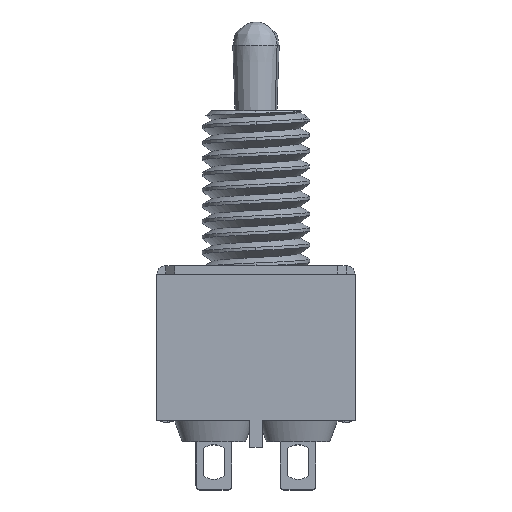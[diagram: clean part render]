
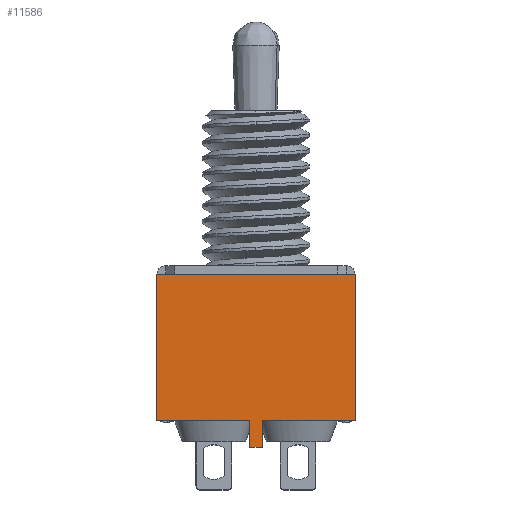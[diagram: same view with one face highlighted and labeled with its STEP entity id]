
A CAD part, top view. The second image highlights one B-rep face of the part: STEP entity #11586.
In plain terms, the highlighted planar face has unit normal (0, 0, 1).
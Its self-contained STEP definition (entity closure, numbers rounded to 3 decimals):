
#686 = FACE_OUTER_BOUND ( 'NONE', #14992, .T. ) ;
#1186 = VERTEX_POINT ( 'NONE', #2227 ) ;
#1583 = EDGE_CURVE ( 'NONE', #24072, #9859, #6724, .T. ) ;
#2227 = CARTESIAN_POINT ( 'NONE',  ( 4.39, -0.1, 9.8 ) ) ;
#3058 = CARTESIAN_POINT ( 'NONE',  ( -4.357, -0.1, 9.8 ) ) ;
#3240 = EDGE_CURVE ( 'NONE', #22327, #21423, #11127, .T. ) ;
#3686 = EDGE_CURVE ( 'NONE', #9859, #4604, #11384, .T. ) ;
#3734 = VECTOR ( 'NONE', #12758, 1000. ) ;
#3958 = ORIENTED_EDGE ( 'NONE', *, *, #1583, .F. ) ;
#4108 = CARTESIAN_POINT ( 'NONE',  ( -7.04, 8.29, 9.8 ) ) ;
#4604 = VERTEX_POINT ( 'NONE', #13391 ) ;
#4889 = VECTOR ( 'NONE', #19953, 1000. ) ;
#4931 = EDGE_CURVE ( 'NONE', #4604, #13114, #13578, .T. ) ;
#5399 = CARTESIAN_POINT ( 'NONE',  ( -0.975, -0.1, 9.8 ) ) ;
#5712 = LINE ( 'NONE', #9266, #22686 ) ;
#5995 = LINE ( 'NONE', #20359, #17137 ) ;
#6401 = EDGE_CURVE ( 'NONE', #21423, #1186, #16377, .T. ) ;
#6724 = LINE ( 'NONE', #13294, #13764 ) ;
#8484 = DIRECTION ( 'NONE',  ( 1., 0., 0. ) ) ;
#8683 = CARTESIAN_POINT ( 'NONE',  ( -1.675, 3.335, 9.8 ) ) ;
#8837 = ORIENTED_EDGE ( 'NONE', *, *, #20768, .F. ) ;
#9023 = DIRECTION ( 'NONE',  ( 0., 1., 0. ) ) ;
#9041 = EDGE_CURVE ( 'NONE', #13114, #22327, #5712, .T. ) ;
#9082 = EDGE_CURVE ( 'NONE', #17148, #24072, #5995, .T. ) ;
#9266 = CARTESIAN_POINT ( 'NONE',  ( -7.04, 3.335, 9.8 ) ) ;
#9859 = VERTEX_POINT ( 'NONE', #23439 ) ;
#10125 = ORIENTED_EDGE ( 'NONE', *, *, #9041, .F. ) ;
#10149 = CARTESIAN_POINT ( 'NONE',  ( -1.325, 8.29, 9.8 ) ) ;
#10259 = CARTESIAN_POINT ( 'NONE',  ( -7.04, 8.29, 9.8 ) ) ;
#10742 = DIRECTION ( 'NONE',  ( -1., 0., 0. ) ) ;
#10939 = ORIENTED_EDGE ( 'NONE', *, *, #6401, .F. ) ;
#11127 = LINE ( 'NONE', #10149, #20195 ) ;
#11384 = LINE ( 'NONE', #8683, #4889 ) ;
#11586 = ADVANCED_FACE ( 'NONE', ( #686 ), #11947, .F. ) ;
#11947 = PLANE ( 'NONE',  #17896 ) ;
#12758 = DIRECTION ( 'NONE',  ( 0., -1., 0. ) ) ;
#13114 = VERTEX_POINT ( 'NONE', #21577 ) ;
#13218 = DIRECTION ( 'NONE',  ( -1., 0., 0. ) ) ;
#13294 = CARTESIAN_POINT ( 'NONE',  ( -1.325, -1.62, 9.8 ) ) ;
#13391 = CARTESIAN_POINT ( 'NONE',  ( -1.675, -0.1, 9.8 ) ) ;
#13578 = LINE ( 'NONE', #3058, #17345 ) ;
#13764 = VECTOR ( 'NONE', #13218, 1000. ) ;
#14214 = ORIENTED_EDGE ( 'NONE', *, *, #9082, .F. ) ;
#14992 = EDGE_LOOP ( 'NONE', ( #18876, #3958, #14214, #8837, #10939, #21399, #10125, #23040 ) ) ;
#15837 = VECTOR ( 'NONE', #17250, 1000. ) ;
#16377 = LINE ( 'NONE', #20106, #3734 ) ;
#16899 = CARTESIAN_POINT ( 'NONE',  ( -0.975, -1.62, 9.8 ) ) ;
#17137 = VECTOR ( 'NONE', #22149, 1000. ) ;
#17148 = VERTEX_POINT ( 'NONE', #5399 ) ;
#17244 = DIRECTION ( 'NONE',  ( 0., 0., -1. ) ) ;
#17250 = DIRECTION ( 'NONE',  ( -1., 0., 0. ) ) ;
#17345 = VECTOR ( 'NONE', #10742, 1000. ) ;
#17595 = LINE ( 'NONE', #22397, #15837 ) ;
#17896 = AXIS2_PLACEMENT_3D ( 'NONE', #4108, #17244, #22869 ) ;
#18876 = ORIENTED_EDGE ( 'NONE', *, *, #3686, .F. ) ;
#19953 = DIRECTION ( 'NONE',  ( 0., 1., 0. ) ) ;
#20095 = CARTESIAN_POINT ( 'NONE',  ( 4.39, 8.29, 9.8 ) ) ;
#20106 = CARTESIAN_POINT ( 'NONE',  ( 4.39, 3.335, 9.8 ) ) ;
#20195 = VECTOR ( 'NONE', #8484, 1000. ) ;
#20359 = CARTESIAN_POINT ( 'NONE',  ( -0.975, -0.86, 9.8 ) ) ;
#20768 = EDGE_CURVE ( 'NONE', #1186, #17148, #17595, .T. ) ;
#21399 = ORIENTED_EDGE ( 'NONE', *, *, #3240, .F. ) ;
#21423 = VERTEX_POINT ( 'NONE', #20095 ) ;
#21577 = CARTESIAN_POINT ( 'NONE',  ( -7.04, -0.1, 9.8 ) ) ;
#22149 = DIRECTION ( 'NONE',  ( 0., -1., 0. ) ) ;
#22327 = VERTEX_POINT ( 'NONE', #10259 ) ;
#22397 = CARTESIAN_POINT ( 'NONE',  ( -1.325, -0.1, 9.8 ) ) ;
#22686 = VECTOR ( 'NONE', #9023, 1000. ) ;
#22869 = DIRECTION ( 'NONE',  ( 1., 0., 0. ) ) ;
#23040 = ORIENTED_EDGE ( 'NONE', *, *, #4931, .F. ) ;
#23439 = CARTESIAN_POINT ( 'NONE',  ( -1.675, -1.62, 9.8 ) ) ;
#24072 = VERTEX_POINT ( 'NONE', #16899 ) ;
